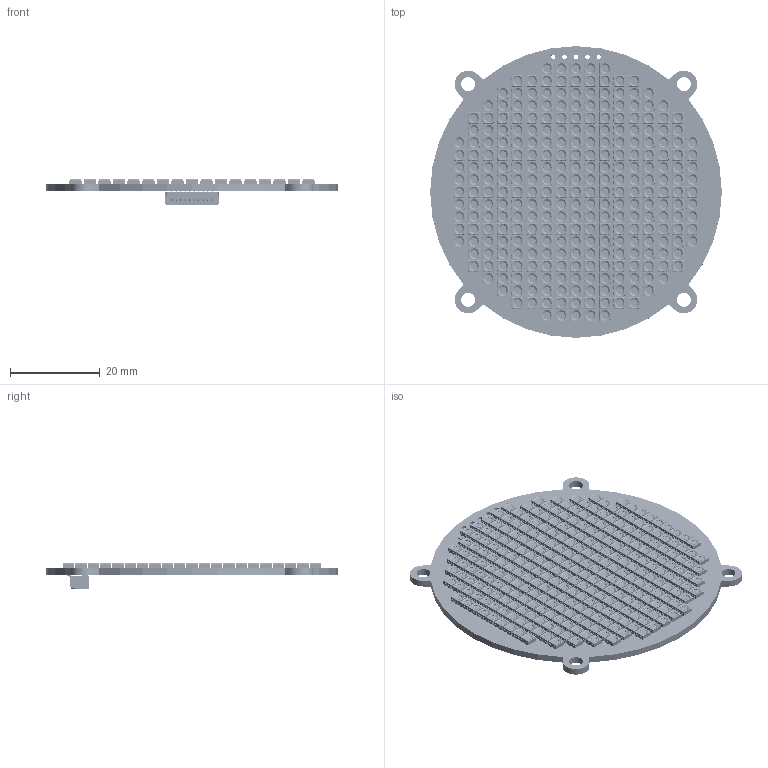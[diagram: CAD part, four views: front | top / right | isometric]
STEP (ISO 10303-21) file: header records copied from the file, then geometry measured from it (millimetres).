
FILE_DESCRIPTION(('KiCad electronic assembly'),'2;1');
FILE_NAME('STP_PRH0004.step','2025-06-16T21:13:05',('Pcbnew'),('Kicad'), 'Open CASCADE STEP processor 7.8','KiCad to STEP converter','Unknown' );
FILE_SCHEMA(('AUTOMOTIVE_DESIGN { 1 0 10303 214 1 1 1 1 }'));
Length unit declared in the file: millimetre
Products named in the file (6): STP_PRH0004 1; LED_RGB_Wuerth-PLCC4_3.2x2.8mm_150141M173100; R_0402_1005Metric; SM10B-SRSS-TB_LF__SN_; LED_Matrix_BigRound_silkscreen; LED_Matrix_BigRound_PCB
Assembly tree (293 placements, depth 2):
  STP_PRH0004 1
    LED_RGB_Wuerth-PLCC4_3.2x2.8mm_150141M173100  x289
    R_0402_1005Metric
    SM10B-SRSS-TB_LF__SN_
    LED_Matrix_BigRound_silkscreen
    LED_Matrix_BigRound_PCB
Bounding box: 65 x 65 x 5.66 mm (x, y, z)
Volume: 6839.8 mm3; surface area: 14806 mm2
Topology: 304 solids, 380 shells, 15953 faces, 54596 edges, 39344 vertices
Faces by surface type: bspline 15317, plane 567, cylinder 69
Full cylindrical faces by diameter (mm): 1 x5, 3.1 x4
Entity records: 45967 total; most frequent: CARTESIAN_POINT 9251, DIRECTION 6355, ORIENTED_EDGE 5826, EDGE_CURVE 4196, VERTEX_POINT 3632, LINE 3547, VECTOR 3547, AXIS2_PLACEMENT_3D 1404
